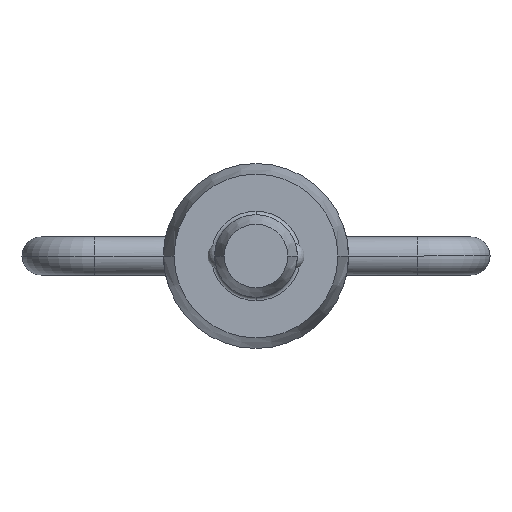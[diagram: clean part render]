
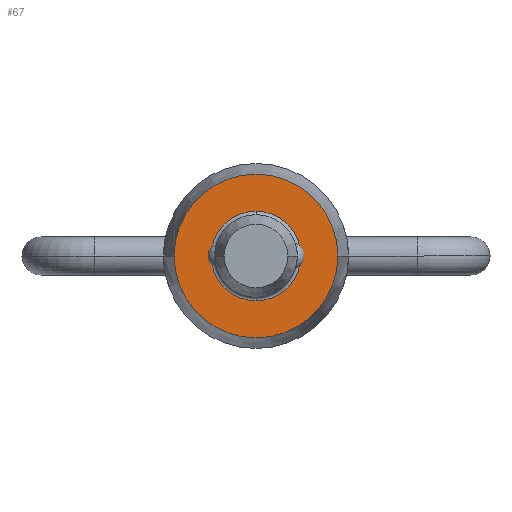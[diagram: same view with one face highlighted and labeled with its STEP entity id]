
A CAD part, front view. The second image highlights one B-rep face of the part: STEP entity #67.
In plain terms, the highlighted planar face has unit normal (0, -1, 0).
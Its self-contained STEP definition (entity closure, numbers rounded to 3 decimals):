
#67=ADVANCED_FACE('',(#167,#168),#169,.T.);
#167=FACE_OUTER_BOUND('',#300,.T.);
#168=FACE_BOUND('',#301,.T.);
#169=PLANE('',#302);
#300=EDGE_LOOP('',(#431,#432));
#301=EDGE_LOOP('',(#433,#434,#435));
#302=AXIS2_PLACEMENT_3D('',#436,#437,#438);
#431=ORIENTED_EDGE('',*,*,#794,.T.);
#432=ORIENTED_EDGE('',*,*,#795,.T.);
#433=ORIENTED_EDGE('',*,*,#796,.T.);
#434=ORIENTED_EDGE('',*,*,#797,.T.);
#435=ORIENTED_EDGE('',*,*,#798,.T.);
#436=CARTESIAN_POINT('',(-3.958,0.,0.0));
#437=DIRECTION('',(0.,-1.0,0.0));
#438=DIRECTION('',(1.0,0.,0.0));
#794=EDGE_CURVE('',#939,#940,#941,.T.);
#795=EDGE_CURVE('',#940,#939,#942,.T.);
#796=EDGE_CURVE('',#943,#944,#945,.T.);
#797=EDGE_CURVE('',#944,#946,#947,.T.);
#798=EDGE_CURVE('',#946,#943,#948,.T.);
#939=VERTEX_POINT('',#1195);
#940=VERTEX_POINT('',#1196);
#941=CIRCLE('',#1197,4.722);
#942=CIRCLE('',#1198,4.722);
#943=VERTEX_POINT('',#1199);
#944=VERTEX_POINT('',#1200);
#945=CIRCLE('',#1201,2.581);
#946=VERTEX_POINT('',#1202);
#947=CIRCLE('',#1203,2.581);
#948=CIRCLE('',#1204,2.581);
#1195=CARTESIAN_POINT('',(-4.722,0.0,0.0));
#1196=CARTESIAN_POINT('',(4.722,0.,0.));
#1197=AXIS2_PLACEMENT_3D('',#1541,#1542,#1543);
#1198=AXIS2_PLACEMENT_3D('',#1544,#1545,#1546);
#1199=CARTESIAN_POINT('',(-2.581,0.0,0.0));
#1200=CARTESIAN_POINT('',(0.,0.,2.581));
#1201=AXIS2_PLACEMENT_3D('',#1547,#1548,#1549);
#1202=CARTESIAN_POINT('',(0.,0.,-2.581));
#1203=AXIS2_PLACEMENT_3D('',#1550,#1551,#1552);
#1204=AXIS2_PLACEMENT_3D('',#1553,#1554,#1555);
#1541=CARTESIAN_POINT('',(0.,0.,0.));
#1542=DIRECTION('',(0.,-1.0,0.0));
#1543=DIRECTION('',(-1.0,0.,0.0));
#1544=CARTESIAN_POINT('',(0.,0.,0.));
#1545=DIRECTION('',(0.,-1.0,0.0));
#1546=DIRECTION('',(-1.0,0.,0.0));
#1547=CARTESIAN_POINT('',(0.,0.0,0.0));
#1548=DIRECTION('',(0.,1.0,0.0));
#1549=DIRECTION('',(-1.0,0.,0.0));
#1550=CARTESIAN_POINT('',(0.,0.0,0.0));
#1551=DIRECTION('',(0.,1.0,0.0));
#1552=DIRECTION('',(-1.0,0.,0.0));
#1553=CARTESIAN_POINT('',(0.,0.0,0.0));
#1554=DIRECTION('',(0.,1.0,0.0));
#1555=DIRECTION('',(-1.0,0.,0.0));
